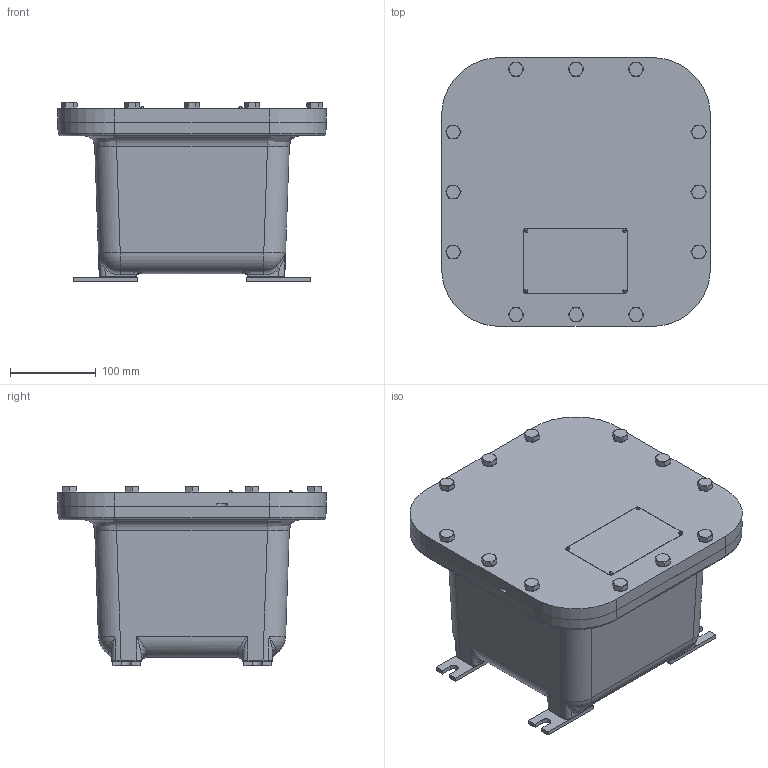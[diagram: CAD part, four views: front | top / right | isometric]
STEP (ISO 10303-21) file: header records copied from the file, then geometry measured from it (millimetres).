
FILE_DESCRIPTION(/* description */ (''),/* implementation_level */ '2;1');
FILE_NAME(/* name */ 'KIL_EXBLTP-886 N34.stp',/* time_stamp */ '2018-01-10T12:43:41+05:00',/* author */ ('ypadmaraja'),/* organization */ (''),/* preprocessor_version */ 'ST-DEVELOPER v16.13',/* originating_system */ 'Autodesk Inventor 2018',/* authorisation */ '');
FILE_SCHEMA (('AUTOMOTIVE_DESIGN { 1 0 10303 214 3 1 1 }'));
Length unit declared in the file: inch
Products named in the file (9): EXBLTP - 886 N4; 25804ABAM (EXBLT-886); 25346AAAM; 0725115B; 20859AAAB; SEE NX DRAWING 16464.PRT; 15688; 15703; 14729AAIB-88
Assembly tree (32 placements, depth 2):
  EXBLTP - 886 N4
    25804ABAM (EXBLT-886)
    25346AAAM
    0725115B  x12
    20859AAAB
    SEE NX DRAWING 16464.PRT  x4
    15688  x4
    15703  x8
    14729AAIB-88
Bounding box: 312.74 x 312.74 x 209 mm (x, y, z)
Volume: 4490777.5 mm3; surface area: 765937.5 mm2
Topology: 32 solids, 33 shells, 1125 faces, 2668 edges, 1677 vertices
Faces by surface type: plane 517, bspline 206, cylinder 181, cone 165, torus 44, sphere 12
Full cylindrical faces by diameter (mm): 2.502 x4, 2.778 x4, 4.978 x7, 6.144 x8, 7.144 x8, 7.798 x4, 9.144 x12, 11.125 x12, 11.906 x12, 13.494 x8, 15.367 x12
Entity records: 25565 total; most frequent: CARTESIAN_POINT 9773, ORIENTED_EDGE 3094, DIRECTION 2665, EDGE_CURVE 1547, VERTEX_POINT 1038, AXIS2_PLACEMENT_3D 956, EDGE_LOOP 919, LINE 753
